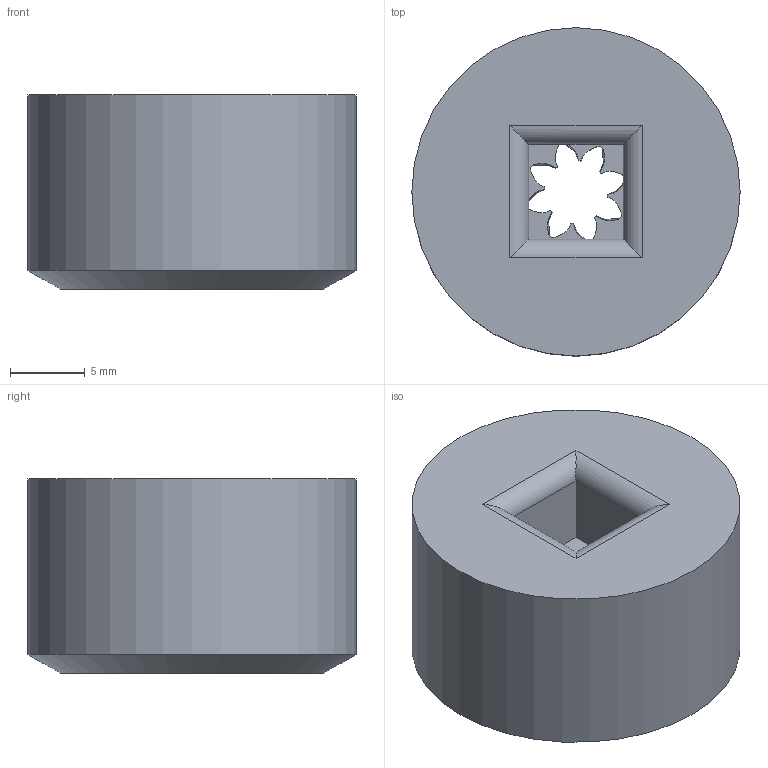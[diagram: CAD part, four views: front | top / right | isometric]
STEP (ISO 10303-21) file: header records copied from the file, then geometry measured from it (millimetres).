
FILE_DESCRIPTION(/* description */ (''),/* implementation_level */ '2;1');
FILE_NAME(/* name */ 'Direct Motor Insert.step',/* time_stamp */ '2024-06-27T21:13:27-05:00',/* author */ (''),/* organization */ (''),/* preprocessor_version */ 'ST-DEVELOPER v20',/* originating_system */ 'Autodesk Translation Framework v13.14.0.145',/* authorisation */ '');
FILE_SCHEMA (('AUTOMOTIVE_DESIGN { 1 0 10303 214 3 1 1 }'));
Length unit declared in the file: inch
Products named in the file (1): Direct Insert
Bounding box: 22 x 22 x 13 mm (x, y, z)
Volume: 4418.5 mm3; surface area: 1892.7 mm2
Topology: 1 solids, 1 shells, 44 faces, 113 edges, 71 vertices
Faces by surface type: bspline 16, plane 14, cylinder 13, cone 1
Full cylindrical faces by diameter (mm): 22 x1
Entity records: 3290 total; most frequent: CARTESIAN_POINT 2285, ORIENTED_EDGE 226, DIRECTION 154, EDGE_CURVE 113, VERTEX_POINT 71, AXIS2_PLACEMENT_3D 52, LINE 50, VECTOR 50
